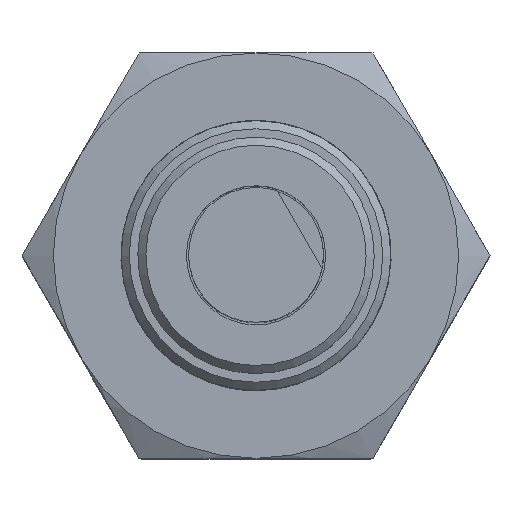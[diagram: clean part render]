
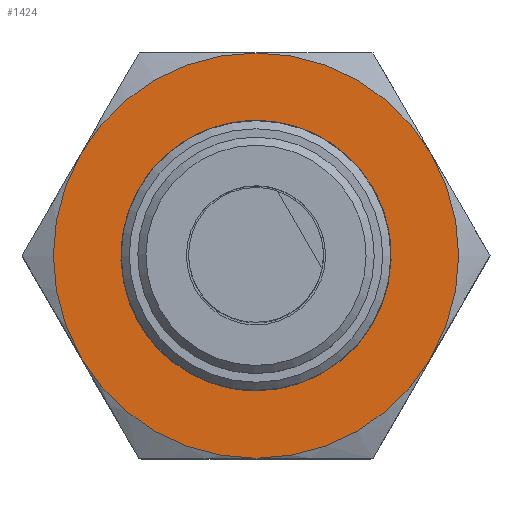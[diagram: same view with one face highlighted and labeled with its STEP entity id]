
A CAD part, top view. The second image highlights one B-rep face of the part: STEP entity #1424.
In plain terms, the highlighted planar face has unit normal (0, 0, 1).
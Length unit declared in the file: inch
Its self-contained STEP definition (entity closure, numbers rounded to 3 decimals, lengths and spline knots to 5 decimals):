
#84=PLANE('',#1567);
#122=FACE_BOUND('',#403,.T.);
#195=CIRCLE('',#1542,0.5);
#203=CIRCLE('',#1557,0.75);
#204=CIRCLE('',#1559,0.75);
#208=CIRCLE('',#1568,0.75);
#209=CIRCLE('',#1569,0.75);
#210=CIRCLE('',#1570,0.75);
#211=CIRCLE('',#1571,0.75);
#212=CIRCLE('',#1572,0.5);
#213=CIRCLE('',#1573,0.5);
#214=CIRCLE('',#1574,0.5);
#295=FACE_OUTER_BOUND('',#402,.T.);
#402=EDGE_LOOP('',(#990,#991,#992,#993,#994,#995));
#403=EDGE_LOOP('',(#996,#997,#998,#999));
#642=VERTEX_POINT('',#2181);
#644=VERTEX_POINT('',#2215);
#646=VERTEX_POINT('',#2248);
#664=VERTEX_POINT('',#2553);
#665=VERTEX_POINT('',#2561);
#666=VERTEX_POINT('',#2567);
#674=VERTEX_POINT('',#2607);
#675=VERTEX_POINT('',#2608);
#676=VERTEX_POINT('',#2611);
#677=VERTEX_POINT('',#2614);
#776=EDGE_CURVE('',#642,#646,#195,.T.);
#795=EDGE_CURVE('',#664,#665,#203,.T.);
#797=EDGE_CURVE('',#666,#664,#204,.T.);
#810=EDGE_CURVE('',#674,#675,#208,.T.);
#811=EDGE_CURVE('',#665,#674,#209,.T.);
#812=EDGE_CURVE('',#676,#666,#210,.T.);
#813=EDGE_CURVE('',#675,#676,#211,.T.);
#814=EDGE_CURVE('',#677,#644,#212,.T.);
#815=EDGE_CURVE('',#644,#642,#213,.T.);
#816=EDGE_CURVE('',#646,#677,#214,.T.);
#990=ORIENTED_EDGE('',*,*,#810,.F.);
#991=ORIENTED_EDGE('',*,*,#811,.F.);
#992=ORIENTED_EDGE('',*,*,#795,.F.);
#993=ORIENTED_EDGE('',*,*,#797,.F.);
#994=ORIENTED_EDGE('',*,*,#812,.F.);
#995=ORIENTED_EDGE('',*,*,#813,.F.);
#996=ORIENTED_EDGE('',*,*,#814,.T.);
#997=ORIENTED_EDGE('',*,*,#815,.T.);
#998=ORIENTED_EDGE('',*,*,#776,.T.);
#999=ORIENTED_EDGE('',*,*,#816,.T.);
#1424=ADVANCED_FACE('',(#295,#122),#84,.T.);
#1542=AXIS2_PLACEMENT_3D('',#2250,#1748,#1749);
#1557=AXIS2_PLACEMENT_3D('',#2562,#1780,#1781);
#1559=AXIS2_PLACEMENT_3D('',#2568,#1784,#1785);
#1567=AXIS2_PLACEMENT_3D('',#2606,#1802,#1803);
#1568=AXIS2_PLACEMENT_3D('',#2609,#1804,#1805);
#1569=AXIS2_PLACEMENT_3D('',#2610,#1806,#1807);
#1570=AXIS2_PLACEMENT_3D('',#2612,#1808,#1809);
#1571=AXIS2_PLACEMENT_3D('',#2613,#1810,#1811);
#1572=AXIS2_PLACEMENT_3D('',#2615,#1812,#1813);
#1573=AXIS2_PLACEMENT_3D('',#2616,#1814,#1815);
#1574=AXIS2_PLACEMENT_3D('',#2617,#1816,#1817);
#1748=DIRECTION('center_axis',(0.,0.,
-1.));
#1749=DIRECTION('ref_axis',(0.5,0.866,0.));
#1780=DIRECTION('center_axis',(0.,0.,
-1.));
#1781=DIRECTION('ref_axis',(0.5,0.866,0.));
#1784=DIRECTION('center_axis',(0.,0.,
-1.));
#1785=DIRECTION('ref_axis',(0.5,0.866,0.));
#1802=DIRECTION('center_axis',(0.,0.,
1.));
#1803=DIRECTION('ref_axis',(-0.5,-0.866,0.));
#1804=DIRECTION('center_axis',(0.,0.,
-1.));
#1805=DIRECTION('ref_axis',(0.5,0.866,0.));
#1806=DIRECTION('center_axis',(0.,0.,
-1.));
#1807=DIRECTION('ref_axis',(0.5,0.866,0.));
#1808=DIRECTION('center_axis',(0.,0.,
-1.));
#1809=DIRECTION('ref_axis',(0.5,0.866,0.));
#1810=DIRECTION('center_axis',(0.,0.,
-1.));
#1811=DIRECTION('ref_axis',(0.5,0.866,0.));
#1812=DIRECTION('center_axis',(0.,0.,
-1.));
#1813=DIRECTION('ref_axis',(0.5,0.866,0.));
#1814=DIRECTION('center_axis',(0.,0.,
-1.));
#1815=DIRECTION('ref_axis',(0.5,0.866,0.));
#1816=DIRECTION('center_axis',(0.,0.,
-1.));
#1817=DIRECTION('ref_axis',(0.5,0.866,0.));
#2181=CARTESIAN_POINT('',(-0.48903,-0.10417,1.62488));
#2215=CARTESIAN_POINT('',(0.1543,-0.4756,1.62488));
#2248=CARTESIAN_POINT('',(0.06697,0.4955,1.62488));
#2250=CARTESIAN_POINT('Origin',(0.,0.,
1.62488));
#2553=CARTESIAN_POINT('',(0.64952,-0.375,1.62488));
#2561=CARTESIAN_POINT('',(0.,-0.75,1.62488));
#2562=CARTESIAN_POINT('Origin',(0.,0.,
1.62488));
#2567=CARTESIAN_POINT('',(0.64952,0.375,1.62488));
#2568=CARTESIAN_POINT('Origin',(0.,0.,
1.62488));
#2606=CARTESIAN_POINT('Origin',(0.43301,0.75,1.62488));
#2607=CARTESIAN_POINT('',(-0.64952,-0.375,1.62488));
#2608=CARTESIAN_POINT('',(-0.64952,0.375,1.62488));
#2609=CARTESIAN_POINT('Origin',(0.,0.,
1.62488));
#2610=CARTESIAN_POINT('Origin',(0.,0.,
1.62488));
#2611=CARTESIAN_POINT('',(0.,0.75,1.62488));
#2612=CARTESIAN_POINT('Origin',(0.,0.,
1.62488));
#2613=CARTESIAN_POINT('Origin',(0.,0.,
1.62488));
#2614=CARTESIAN_POINT('',(0.39563,0.30574,1.62488));
#2615=CARTESIAN_POINT('Origin',(0.,0.,
1.62488));
#2616=CARTESIAN_POINT('Origin',(0.,0.,
1.62488));
#2617=CARTESIAN_POINT('Origin',(0.,0.,
1.62488));
